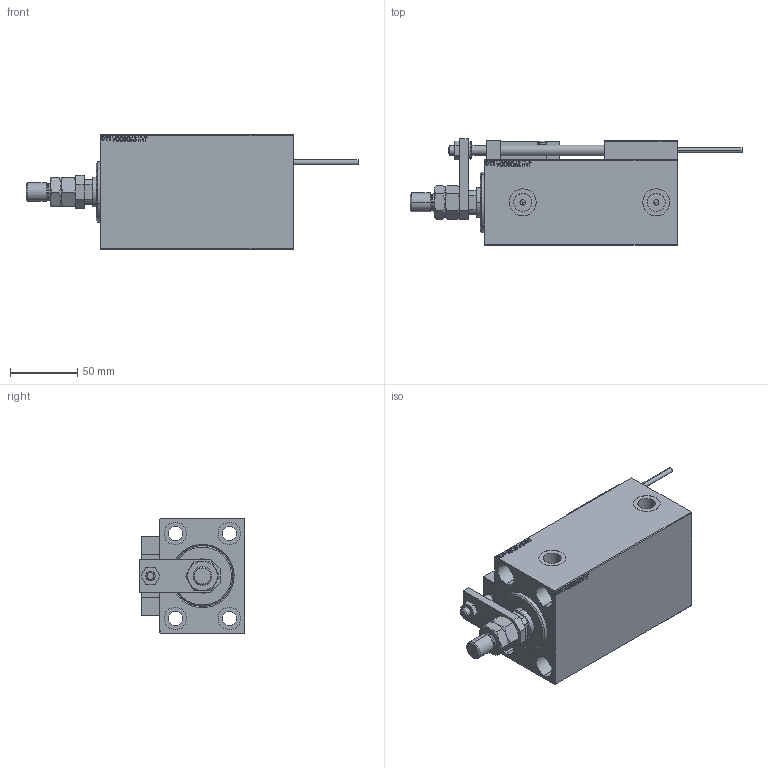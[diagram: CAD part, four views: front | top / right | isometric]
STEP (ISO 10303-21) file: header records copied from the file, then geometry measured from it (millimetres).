
FILE_DESCRIPTION (( 'STEP AP203' ), '1' );
FILE_NAME ('028b.STEP', '2021-11-01T14:49:20', ( '' ), ( '' ), 'SwSTEP 2.0', 'SolidWorks 2019', '' );
FILE_SCHEMA (( 'CONFIG_CONTROL_DESIGN' ));
Length unit declared in the file: millimetre
Products named in the file (16): ALLEN BOLT D5 0413df2a93e589648132872fa1400e92; NUT_D12 0413df2a93e589648132872fa1400e92; V450CM_C 0413df2a93e589648132872fa1400e92; V450CM_C_VCP 0413df2a93e589648132872fa1400e92; ALLEN BOLT D8 0413df2a93e589648132872fa1400e92; ZARAZKA 0413df2a93e589648132872fa1400e92; TYC_L79 0413df2a93e589648132872fa1400e92; SWITCH DIM B,W 0413df2a93e589648132872fa1400e92; 028b; MAGNET 0413df2a93e589648132872fa1400e92; V450CM_VC_B 0413df2a93e589648132872fa1400e92; X_Y_MTA 0413df2a93e589648132872fa1400e92; KONCOVKA 0413df2a93e589648132872fa1400e92; SWITCH_X_FRONT_BACK 0413df2a93e589648132872fa1400e92; Block 0413df2a93e589648132872fa1400e92; SWITCH X 0413df2a93e589648132872fa1400e92
Assembly tree (25 placements, depth 3):
  028b
    V450CM_C 0413df2a93e589648132872fa1400e92
    SWITCH X 0413df2a93e589648132872fa1400e92
      SWITCH_X_FRONT_BACK 0413df2a93e589648132872fa1400e92  x2
      TYC_L79 0413df2a93e589648132872fa1400e92
      Block 0413df2a93e589648132872fa1400e92  x2
      ALLEN BOLT D5 0413df2a93e589648132872fa1400e92  x4
      ALLEN BOLT D8 0413df2a93e589648132872fa1400e92  x4
      MAGNET 0413df2a93e589648132872fa1400e92  x2
      KONCOVKA 0413df2a93e589648132872fa1400e92  x2
    NUT_D12 0413df2a93e589648132872fa1400e92
    SWITCH DIM B,W 0413df2a93e589648132872fa1400e92
    ZARAZKA 0413df2a93e589648132872fa1400e92
    V450CM_C_VCP 0413df2a93e589648132872fa1400e92
    V450CM_VC_B 0413df2a93e589648132872fa1400e92
    X_Y_MTA 0413df2a93e589648132872fa1400e92
Bounding box: 246 x 78.5 x 85 mm (x, y, z)
Volume: 694054.4 mm3; surface area: 144224.7 mm2
Topology: 24 solids, 24 shells, 1348 faces, 3214 edges, 2045 vertices
Faces by surface type: plane 580, bspline 380, cylinder 204, cone 134, torus 46, sphere 4
Entity records: 52508 total; most frequent: CARTESIAN_POINT 26759, ORIENTED_EDGE 5448, DIRECTION 3734, EDGE_CURVE 2724, VERTEX_POINT 1769, LINE 1522, VECTOR 1522, EDGE_LOOP 1265
